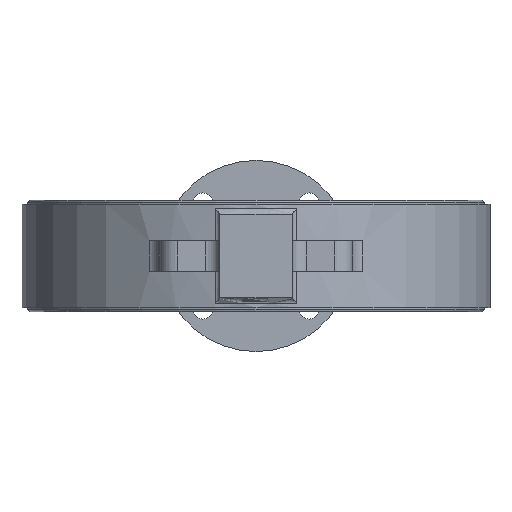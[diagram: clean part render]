
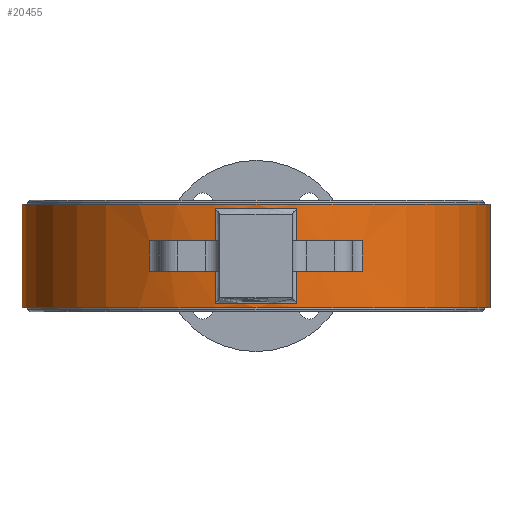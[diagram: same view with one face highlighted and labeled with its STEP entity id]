
A CAD part, front view. The second image highlights one B-rep face of the part: STEP entity #20455.
In plain terms, the highlighted cylindrical face has radius 257 mm (diameter 514 mm), a partial arc.
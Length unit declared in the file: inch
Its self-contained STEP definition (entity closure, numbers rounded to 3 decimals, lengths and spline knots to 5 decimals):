
#120 = CARTESIAN_POINT ( 'NONE',  ( 9.56834, 11.42381, 15.28697 ) ) ;
#172 = EDGE_CURVE ( 'NONE', #15756, #17458, #3975, .T. ) ;
#391 = CARTESIAN_POINT ( 'NONE',  ( 9.56834, 11.42381, 12.59012 ) ) ;
#460 = ORIENTED_EDGE ( 'NONE', *, *, #5197, .F. ) ;
#592 = VERTEX_POINT ( 'NONE', #18822 ) ;
#643 = AXIS2_PLACEMENT_3D ( 'NONE', #120, #3663, #13297 ) ;
#742 = ORIENTED_EDGE ( 'NONE', *, *, #15742, .F. ) ;
#1011 = DIRECTION ( 'NONE',  ( 0., 0., 1. ) ) ;
#1023 = CARTESIAN_POINT ( 'NONE',  ( 11.33804, 1.46166, 11.19248 ) ) ;
#1232 = ORIENTED_EDGE ( 'NONE', *, *, #172, .T. ) ;
#1306 = AXIS2_PLACEMENT_3D ( 'NONE', #4763, #17909, #11327 ) ;
#1440 = LINE ( 'NONE', #1655, #3302 ) ;
#1551 = AXIS2_PLACEMENT_3D ( 'NONE', #391, #3610, #15039 ) ;
#1655 = CARTESIAN_POINT ( 'NONE',  ( 11.33804, 1.46166, 16.10113 ) ) ;
#1801 = CARTESIAN_POINT ( 'NONE',  ( 7.79863, 1.46166, 12.59012 ) ) ;
#1858 = VERTEX_POINT ( 'NONE', #6146 ) ;
#2118 = CARTESIAN_POINT ( 'NONE',  ( 9.56834, 11.42381, 10.99563 ) ) ;
#2180 = DIRECTION ( 'NONE',  ( 0., 0., -1. ) ) ;
#2229 = AXIS2_PLACEMENT_3D ( 'NONE', #2118, #8292, #3416 ) ;
#2410 = DIRECTION ( 'NONE',  ( 1., 0., 0. ) ) ;
#2445 = ORIENTED_EDGE ( 'NONE', *, *, #19802, .T. ) ;
#2527 = FACE_BOUND ( 'NONE', #20580, .T. ) ;
#2656 = AXIS2_PLACEMENT_3D ( 'NONE', #15153, #16978, #2410 ) ;
#2680 = CARTESIAN_POINT ( 'NONE',  ( 11.33804, 1.46166, 12.59012 ) ) ;
#2694 = CARTESIAN_POINT ( 'NONE',  ( 7.79863, 1.46166, 16.10113 ) ) ;
#2919 = LINE ( 'NONE', #4232, #9283 ) ;
#3079 = ORIENTED_EDGE ( 'NONE', *, *, #5037, .F. ) ;
#3112 = EDGE_CURVE ( 'NONE', #15157, #4015, #6252, .T. ) ;
#3149 = ORIENTED_EDGE ( 'NONE', *, *, #14749, .T. ) ;
#3302 = VECTOR ( 'NONE', #19347, 39.37008 ) ;
#3416 = DIRECTION ( 'NONE',  ( 1., 0., 0. ) ) ;
#3610 = DIRECTION ( 'NONE',  ( 0., 0., 1. ) ) ;
#3663 = DIRECTION ( 'NONE',  ( 0., 0., 1. ) ) ;
#3806 = LINE ( 'NONE', #6766, #10600 ) ;
#3825 = CARTESIAN_POINT ( 'NONE',  ( 14.1708, 2.41306, 12.59012 ) ) ;
#3975 = CIRCLE ( 'NONE', #16169, 10.11811 ) ;
#4015 = VERTEX_POINT ( 'NONE', #3825 ) ;
#4232 = CARTESIAN_POINT ( 'NONE',  ( 7.79863, 1.46166, 16.10113 ) ) ;
#4655 = LINE ( 'NONE', #7941, #7600 ) ;
#4660 = EDGE_CURVE ( 'NONE', #11766, #20795, #8351, .T. ) ;
#4737 = DIRECTION ( 'NONE',  ( 0., 0., -1. ) ) ;
#4763 = CARTESIAN_POINT ( 'NONE',  ( 9.56834, 11.42381, 13.88933 ) ) ;
#4777 = VERTEX_POINT ( 'NONE', #1801 ) ;
#5037 = EDGE_CURVE ( 'NONE', #1858, #4777, #17850, .T. ) ;
#5088 = EDGE_CURVE ( 'NONE', #19909, #6559, #14094, .T. ) ;
#5197 = EDGE_CURVE ( 'NONE', #11766, #19909, #5921, .T. ) ;
#5921 = LINE ( 'NONE', #18790, #17859 ) ;
#5977 = EDGE_CURVE ( 'NONE', #1858, #592, #4655, .T. ) ;
#6047 = DIRECTION ( 'NONE',  ( 1., 0., 0. ) ) ;
#6146 = CARTESIAN_POINT ( 'NONE',  ( 4.96588, 2.41306, 12.59012 ) ) ;
#6228 = CARTESIAN_POINT ( 'NONE',  ( 7.79863, 1.46166, 15.28697 ) ) ;
#6252 = LINE ( 'NONE', #14182, #12044 ) ;
#6559 = VERTEX_POINT ( 'NONE', #18944 ) ;
#6605 = DIRECTION ( 'NONE',  ( 0., 0., -1. ) ) ;
#6766 = CARTESIAN_POINT ( 'NONE',  ( 19.68645, 11.42381, 16.10113 ) ) ;
#7176 = VERTEX_POINT ( 'NONE', #6228 ) ;
#7309 = CARTESIAN_POINT ( 'NONE',  ( 14.1708, 2.41306, 13.88933 ) ) ;
#7600 = VECTOR ( 'NONE', #14485, 39.37008 ) ;
#7652 = EDGE_CURVE ( 'NONE', #12382, #15756, #1440, .T. ) ;
#7717 = VERTEX_POINT ( 'NONE', #9959 ) ;
#7941 = CARTESIAN_POINT ( 'NONE',  ( 4.96588, 2.41306, 16.10113 ) ) ;
#8241 = CARTESIAN_POINT ( 'NONE',  ( 19.68645, 11.42381, 10.99563 ) ) ;
#8290 = CIRCLE ( 'NONE', #14025, 10.11811 ) ;
#8292 = DIRECTION ( 'NONE',  ( 0., 0., 1. ) ) ;
#8351 = CIRCLE ( 'NONE', #2229, 10.11811 ) ;
#9185 = DIRECTION ( 'NONE',  ( 0., 0., 1. ) ) ;
#9283 = VECTOR ( 'NONE', #15764, 39.37008 ) ;
#9390 = EDGE_CURVE ( 'NONE', #16939, #16333, #14684, .T. ) ;
#9944 = DIRECTION ( 'NONE',  ( 0., 0., 1. ) ) ;
#9959 = CARTESIAN_POINT ( 'NONE',  ( 7.79863, 1.46166, 13.88933 ) ) ;
#10043 = CARTESIAN_POINT ( 'NONE',  ( -0.54977, 11.42381, 15.48382 ) ) ;
#10439 = EDGE_CURVE ( 'NONE', #17458, #4777, #10781, .T. ) ;
#10600 = VECTOR ( 'NONE', #9944, 39.37008 ) ;
#10622 = CYLINDRICAL_SURFACE ( 'NONE', #12339, 10.11811 ) ;
#10781 = LINE ( 'NONE', #2694, #10910 ) ;
#10894 = ORIENTED_EDGE ( 'NONE', *, *, #13606, .T. ) ;
#10905 = DIRECTION ( 'NONE',  ( 0., 0., -1. ) ) ;
#10910 = VECTOR ( 'NONE', #9185, 39.37008 ) ;
#11127 = DIRECTION ( 'NONE',  ( 0., 0., 1. ) ) ;
#11327 = DIRECTION ( 'NONE',  ( -1., 0., 0. ) ) ;
#11362 = CARTESIAN_POINT ( 'NONE',  ( 11.33804, 1.46166, 15.28697 ) ) ;
#11766 = VERTEX_POINT ( 'NONE', #19275 ) ;
#12044 = VECTOR ( 'NONE', #10905, 39.37008 ) ;
#12339 = AXIS2_PLACEMENT_3D ( 'NONE', #14401, #11127, #6047 ) ;
#12360 = CARTESIAN_POINT ( 'NONE',  ( 9.56834, 11.42381, 15.48382 ) ) ;
#12382 = VERTEX_POINT ( 'NONE', #2680 ) ;
#13220 = CARTESIAN_POINT ( 'NONE',  ( 9.56834, 11.42381, 11.19248 ) ) ;
#13297 = DIRECTION ( 'NONE',  ( -1., 0., 0. ) ) ;
#13606 = EDGE_CURVE ( 'NONE', #592, #7717, #14203, .T. ) ;
#13660 = DIRECTION ( 'NONE',  ( 1., 0., 0. ) ) ;
#14025 = AXIS2_PLACEMENT_3D ( 'NONE', #19709, #6605, #18170 ) ;
#14094 = CIRCLE ( 'NONE', #16840, 10.11811 ) ;
#14182 = CARTESIAN_POINT ( 'NONE',  ( 14.1708, 2.41306, 16.10113 ) ) ;
#14203 = CIRCLE ( 'NONE', #1306, 10.11811 ) ;
#14234 = CARTESIAN_POINT ( 'NONE',  ( 7.79863, 1.46166, 11.19248 ) ) ;
#14401 = CARTESIAN_POINT ( 'NONE',  ( 9.56834, 11.42381, 16.10113 ) ) ;
#14485 = DIRECTION ( 'NONE',  ( 0., 0., 1. ) ) ;
#14571 = CARTESIAN_POINT ( 'NONE',  ( 11.33804, 1.46166, 16.10113 ) ) ;
#14684 = LINE ( 'NONE', #14571, #18473 ) ;
#14749 = EDGE_CURVE ( 'NONE', #7176, #16939, #18300, .T. ) ;
#15020 = DIRECTION ( 'NONE',  ( 1., 0., 0. ) ) ;
#15039 = DIRECTION ( 'NONE',  ( -1., 0., 0. ) ) ;
#15153 = CARTESIAN_POINT ( 'NONE',  ( 9.56834, 11.42381, 13.88933 ) ) ;
#15157 = VERTEX_POINT ( 'NONE', #7309 ) ;
#15742 = EDGE_CURVE ( 'NONE', #15157, #16333, #21064, .T. ) ;
#15756 = VERTEX_POINT ( 'NONE', #1023 ) ;
#15764 = DIRECTION ( 'NONE',  ( 0., 0., 1. ) ) ;
#15872 = ORIENTED_EDGE ( 'NONE', *, *, #20324, .T. ) ;
#16022 = ORIENTED_EDGE ( 'NONE', *, *, #18720, .T. ) ;
#16169 = AXIS2_PLACEMENT_3D ( 'NONE', #13220, #2180, #15020 ) ;
#16245 = ORIENTED_EDGE ( 'NONE', *, *, #5088, .F. ) ;
#16333 = VERTEX_POINT ( 'NONE', #20579 ) ;
#16729 = ORIENTED_EDGE ( 'NONE', *, *, #4660, .T. ) ;
#16779 = ORIENTED_EDGE ( 'NONE', *, *, #10439, .T. ) ;
#16840 = AXIS2_PLACEMENT_3D ( 'NONE', #12360, #16963, #13660 ) ;
#16939 = VERTEX_POINT ( 'NONE', #11362 ) ;
#16963 = DIRECTION ( 'NONE',  ( 0., 0., 1. ) ) ;
#16978 = DIRECTION ( 'NONE',  ( 0., 0., -1. ) ) ;
#16990 = EDGE_LOOP ( 'NONE', ( #460, #16729, #16022, #16245 ) ) ;
#17458 = VERTEX_POINT ( 'NONE', #14234 ) ;
#17655 = ORIENTED_EDGE ( 'NONE', *, *, #5977, .T. ) ;
#17813 = ORIENTED_EDGE ( 'NONE', *, *, #7652, .T. ) ;
#17850 = CIRCLE ( 'NONE', #1551, 10.11811 ) ;
#17859 = VECTOR ( 'NONE', #1011, 39.37008 ) ;
#17909 = DIRECTION ( 'NONE',  ( 0., 0., 1. ) ) ;
#18170 = DIRECTION ( 'NONE',  ( 1., 0., 0. ) ) ;
#18300 = CIRCLE ( 'NONE', #643, 10.11811 ) ;
#18473 = VECTOR ( 'NONE', #4737, 39.37008 ) ;
#18720 = EDGE_CURVE ( 'NONE', #20795, #6559, #3806, .T. ) ;
#18790 = CARTESIAN_POINT ( 'NONE',  ( -0.54977, 11.42381, 16.10113 ) ) ;
#18813 = FACE_OUTER_BOUND ( 'NONE', #16990, .T. ) ;
#18822 = CARTESIAN_POINT ( 'NONE',  ( 4.96588, 2.41306, 13.88933 ) ) ;
#18944 = CARTESIAN_POINT ( 'NONE',  ( 19.68645, 11.42381, 15.48382 ) ) ;
#19275 = CARTESIAN_POINT ( 'NONE',  ( -0.54977, 11.42381, 10.99563 ) ) ;
#19347 = DIRECTION ( 'NONE',  ( 0., 0., -1. ) ) ;
#19709 = CARTESIAN_POINT ( 'NONE',  ( 9.56834, 11.42381, 12.59012 ) ) ;
#19802 = EDGE_CURVE ( 'NONE', #7717, #7176, #2919, .T. ) ;
#19909 = VERTEX_POINT ( 'NONE', #10043 ) ;
#20324 = EDGE_CURVE ( 'NONE', #4015, #12382, #8290, .T. ) ;
#20452 = ORIENTED_EDGE ( 'NONE', *, *, #3112, .T. ) ;
#20455 = ADVANCED_FACE ( 'NONE', ( #18813, #2527 ), #10622, .T. ) ;
#20555 = ORIENTED_EDGE ( 'NONE', *, *, #9390, .T. ) ;
#20579 = CARTESIAN_POINT ( 'NONE',  ( 11.33804, 1.46166, 13.88933 ) ) ;
#20580 = EDGE_LOOP ( 'NONE', ( #10894, #2445, #3149, #20555, #742, #20452, #15872, #17813, #1232, #16779, #3079, #17655 ) ) ;
#20795 = VERTEX_POINT ( 'NONE', #8241 ) ;
#21064 = CIRCLE ( 'NONE', #2656, 10.11811 ) ;
